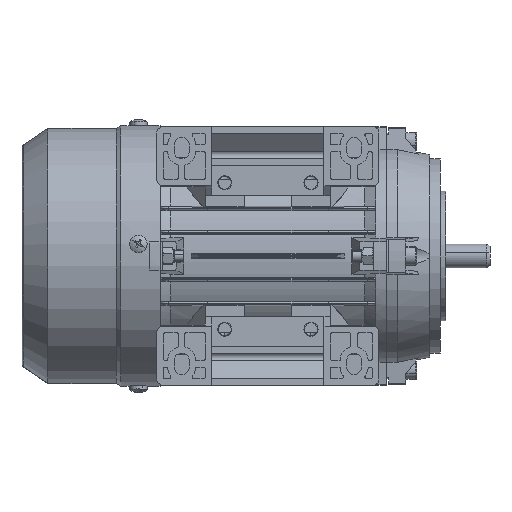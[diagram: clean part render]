
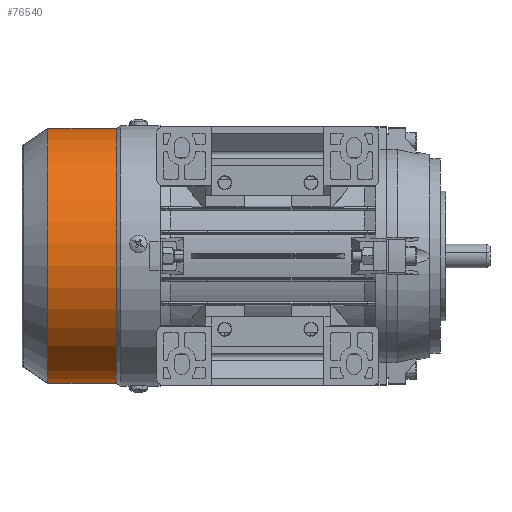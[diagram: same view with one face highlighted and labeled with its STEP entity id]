
A CAD part, front view. The second image highlights one B-rep face of the part: STEP entity #76540.
In plain terms, the highlighted cylindrical face has radius 59.3 mm (diameter 118.6 mm), a partial arc.
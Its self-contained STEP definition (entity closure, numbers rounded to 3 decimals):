
#20366 = DIRECTION ( 'NONE',  ( -1., 0., 0. ) ) ;
#20367 = VECTOR ( 'NONE', #20366, 1000. ) ;
#20368 = CARTESIAN_POINT ( 'NONE',  ( 0., 0., -59.3 ) ) ;
#20369 = LINE ( 'NONE', #20368, #20367 ) ;
#20370 = CARTESIAN_POINT ( 'NONE',  ( 52., 0., -59.3 ) ) ;
#20405 = CARTESIAN_POINT ( 'NONE',  ( 20.3, 0., -59.3 ) ) ;
#20406 = CARTESIAN_POINT ( 'NONE',  ( 20.3, 0., 59.3 ) ) ;
#20541 = DIRECTION ( 'NONE',  ( -1., 0., 0. ) ) ;
#20542 = VECTOR ( 'NONE', #20541, 1000. ) ;
#20543 = CARTESIAN_POINT ( 'NONE',  ( 0., 0., 59.3 ) ) ;
#20544 = LINE ( 'NONE', #20543, #20542 ) ;
#20562 = CARTESIAN_POINT ( 'NONE',  ( 52., 0., 59.3 ) ) ;
#22001 = DIRECTION ( 'NONE',  ( 0., 0., 1. ) ) ;
#22746 = DIRECTION ( 'NONE',  ( -1., 0., 0. ) ) ;
#22747 = CARTESIAN_POINT ( 'NONE',  ( 0., 0., 0. ) ) ;
#22748 = AXIS2_PLACEMENT_3D ( 'NONE', #22747, #22746, #22001 ) ;
#22751 = CYLINDRICAL_SURFACE ( 'NONE', #22748, 59.3 ) ;
#22752 = FACE_OUTER_BOUND ( 'NONE', #76542, .T. ) ;
#22753 = DIRECTION ( 'NONE',  ( 0., 0., 1. ) ) ;
#22754 = DIRECTION ( 'NONE',  ( -1., 0., 0. ) ) ;
#22755 = CARTESIAN_POINT ( 'NONE',  ( 52., 0., 0. ) ) ;
#22756 = AXIS2_PLACEMENT_3D ( 'NONE', #22755, #22754, #22753 ) ;
#22757 = CIRCLE ( 'NONE', #22756, 59.3 ) ;
#22804 = DIRECTION ( 'NONE',  ( 0., 0., 1. ) ) ;
#22805 = DIRECTION ( 'NONE',  ( -1., 0., 0. ) ) ;
#22806 = CARTESIAN_POINT ( 'NONE',  ( 20.3, 0., 0. ) ) ;
#22807 = AXIS2_PLACEMENT_3D ( 'NONE', #22806, #22805, #22804 ) ;
#22808 = CIRCLE ( 'NONE', #22807, 59.3 ) ;
#74128 = VERTEX_POINT ( 'NONE', #20370 ) ;
#74130 = EDGE_CURVE ( 'NONE', #74128, #74154, #20369, .T. ) ;
#74153 = VERTEX_POINT ( 'NONE', #20406 ) ;
#74154 = VERTEX_POINT ( 'NONE', #20405 ) ;
#74232 = EDGE_CURVE ( 'NONE', #74268, #74153, #20544, .T. ) ;
#74268 = VERTEX_POINT ( 'NONE', #20562 ) ;
#76539 = EDGE_CURVE ( 'NONE', #74128, #74268, #22757, .T. ) ;
#76540 = ADVANCED_FACE ( 'NONE', ( #22752 ), #22751, .T. ) ;
#76542 = EDGE_LOOP ( 'NONE', ( #76544, #76546, #76548, #76549 ) ) ;
#76544 = ORIENTED_EDGE ( 'NONE', *, *, #74130, .F. ) ;
#76546 = ORIENTED_EDGE ( 'NONE', *, *, #76539, .T. ) ;
#76548 = ORIENTED_EDGE ( 'NONE', *, *, #74232, .T. ) ;
#76549 = ORIENTED_EDGE ( 'NONE', *, *, #76550, .F. ) ;
#76550 = EDGE_CURVE ( 'NONE', #74154, #74153, #22808, .T. ) ;
